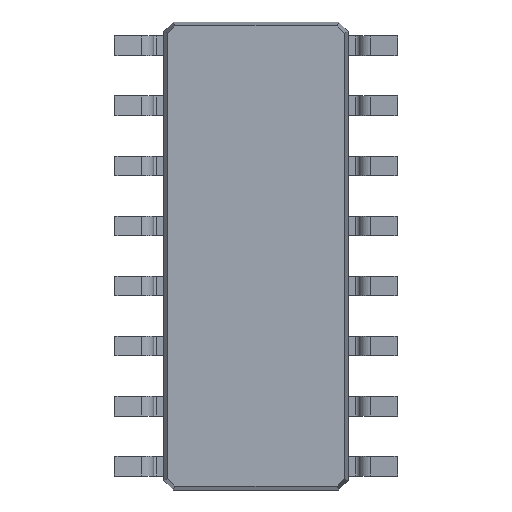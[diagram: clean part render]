
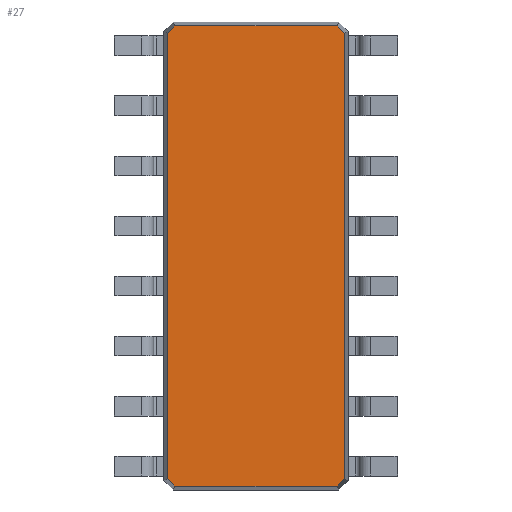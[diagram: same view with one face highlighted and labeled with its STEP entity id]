
A CAD part, front view. The second image highlights one B-rep face of the part: STEP entity #27.
In plain terms, the highlighted planar face has unit normal (0, -1, 0).
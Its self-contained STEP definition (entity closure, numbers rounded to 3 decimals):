
#27 = ADVANCED_FACE ( 'NONE', ( #7301 ), #1828, .F. ) ;
#146 = CARTESIAN_POINT ( 'NONE',  ( -1.715, 0.25, 4.866 ) ) ;
#424 = LINE ( 'NONE', #1688, #1024 ) ;
#639 = ORIENTED_EDGE ( 'NONE', *, *, #2174, .T. ) ;
#751 = LINE ( 'NONE', #2054, #2156 ) ;
#902 = CARTESIAN_POINT ( 'NONE',  ( 1.866, 0.25, 4.75 ) ) ;
#1024 = VECTOR ( 'NONE', #5287, 1000. ) ;
#1165 = CARTESIAN_POINT ( 'NONE',  ( 1.75, 0.25, -4.866 ) ) ;
#1435 = ORIENTED_EDGE ( 'NONE', *, *, #3058, .T. ) ;
#1653 = EDGE_CURVE ( 'NONE', #7181, #2905, #6477, .T. ) ;
#1661 = DIRECTION ( 'NONE',  ( -0.707, 0., 0.707 ) ) ;
#1688 = CARTESIAN_POINT ( 'NONE',  ( -1.866, 0.25, -4.75 ) ) ;
#1717 = VERTEX_POINT ( 'NONE', #5886 ) ;
#1828 = PLANE ( 'NONE',  #2356 ) ;
#1897 = VERTEX_POINT ( 'NONE', #6249 ) ;
#2054 = CARTESIAN_POINT ( 'NONE',  ( -1.75, 0.25, 4.866 ) ) ;
#2156 = VECTOR ( 'NONE', #3297, 1000. ) ;
#2174 = EDGE_CURVE ( 'NONE', #5049, #2266, #5156, .T. ) ;
#2265 = EDGE_CURVE ( 'NONE', #1717, #5049, #424, .T. ) ;
#2266 = VERTEX_POINT ( 'NONE', #7120 ) ;
#2270 = DIRECTION ( 'NONE',  ( 0.707, 0., 0.707 ) ) ;
#2293 = CARTESIAN_POINT ( 'NONE',  ( 1.69, 0.25, 4.89 ) ) ;
#2356 = AXIS2_PLACEMENT_3D ( 'NONE', #2524, #4275, #5501 ) ;
#2451 = EDGE_CURVE ( 'NONE', #2266, #7181, #5358, .T. ) ;
#2505 = VECTOR ( 'NONE', #7159, 1000. ) ;
#2524 = CARTESIAN_POINT ( 'NONE',  ( 0., 0.25, 0. ) ) ;
#2753 = CARTESIAN_POINT ( 'NONE',  ( -1.89, 0.25, 4.69 ) ) ;
#2763 = LINE ( 'NONE', #2293, #2792 ) ;
#2792 = VECTOR ( 'NONE', #1661, 1000. ) ;
#2825 = VECTOR ( 'NONE', #3364, 1000. ) ;
#2905 = VERTEX_POINT ( 'NONE', #4855 ) ;
#3058 = EDGE_CURVE ( 'NONE', #6922, #3188, #751, .T. ) ;
#3121 = EDGE_CURVE ( 'NONE', #1897, #6922, #2763, .T. ) ;
#3188 = VERTEX_POINT ( 'NONE', #146 ) ;
#3297 = DIRECTION ( 'NONE',  ( -1., 0., 0. ) ) ;
#3312 = CARTESIAN_POINT ( 'NONE',  ( 1.715, 0.25, 4.866 ) ) ;
#3364 = DIRECTION ( 'NONE',  ( 0., 0., 1. ) ) ;
#3529 = ORIENTED_EDGE ( 'NONE', *, *, #1653, .T. ) ;
#3815 = VECTOR ( 'NONE', #7157, 1000. ) ;
#4059 = LINE ( 'NONE', #2753, #5465 ) ;
#4275 = DIRECTION ( 'NONE',  ( 0., 1., 0. ) ) ;
#4604 = EDGE_CURVE ( 'NONE', #3188, #1717, #4059, .T. ) ;
#4855 = CARTESIAN_POINT ( 'NONE',  ( 1.866, 0.25, -4.715 ) ) ;
#4860 = CARTESIAN_POINT ( 'NONE',  ( 1.715, 0.25, -4.866 ) ) ;
#4932 = VECTOR ( 'NONE', #2270, 1000. ) ;
#5049 = VERTEX_POINT ( 'NONE', #5308 ) ;
#5110 = ORIENTED_EDGE ( 'NONE', *, *, #4604, .T. ) ;
#5156 = LINE ( 'NONE', #7598, #2505 ) ;
#5204 = ORIENTED_EDGE ( 'NONE', *, *, #3121, .T. ) ;
#5287 = DIRECTION ( 'NONE',  ( 0., 0., -1. ) ) ;
#5308 = CARTESIAN_POINT ( 'NONE',  ( -1.866, 0.25, -4.715 ) ) ;
#5358 = LINE ( 'NONE', #1165, #3815 ) ;
#5465 = VECTOR ( 'NONE', #5724, 1000. ) ;
#5501 = DIRECTION ( 'NONE',  ( 0., 0., 1. ) ) ;
#5528 = ORIENTED_EDGE ( 'NONE', *, *, #2265, .T. ) ;
#5724 = DIRECTION ( 'NONE',  ( -0.707, 0., -0.707 ) ) ;
#5839 = CARTESIAN_POINT ( 'NONE',  ( 1.89, 0.25, -4.69 ) ) ;
#5850 = LINE ( 'NONE', #902, #2825 ) ;
#5886 = CARTESIAN_POINT ( 'NONE',  ( -1.866, 0.25, 4.715 ) ) ;
#5928 = EDGE_LOOP ( 'NONE', ( #5528, #639, #7675, #3529, #6151, #5204, #1435, #5110 ) ) ;
#6151 = ORIENTED_EDGE ( 'NONE', *, *, #6471, .T. ) ;
#6249 = CARTESIAN_POINT ( 'NONE',  ( 1.866, 0.25, 4.715 ) ) ;
#6471 = EDGE_CURVE ( 'NONE', #2905, #1897, #5850, .T. ) ;
#6477 = LINE ( 'NONE', #5839, #4932 ) ;
#6922 = VERTEX_POINT ( 'NONE', #3312 ) ;
#7120 = CARTESIAN_POINT ( 'NONE',  ( -1.715, 0.25, -4.866 ) ) ;
#7157 = DIRECTION ( 'NONE',  ( 1., 0., 0. ) ) ;
#7159 = DIRECTION ( 'NONE',  ( 0.707, 0., -0.707 ) ) ;
#7181 = VERTEX_POINT ( 'NONE', #4860 ) ;
#7301 = FACE_OUTER_BOUND ( 'NONE', #5928, .T. ) ;
#7598 = CARTESIAN_POINT ( 'NONE',  ( -1.69, 0.25, -4.89 ) ) ;
#7675 = ORIENTED_EDGE ( 'NONE', *, *, #2451, .T. ) ;
